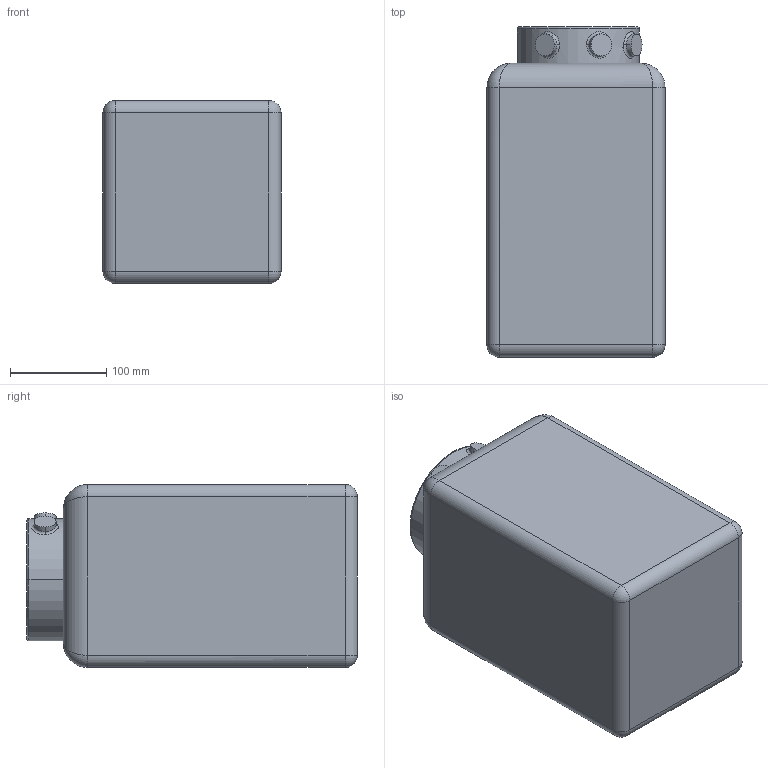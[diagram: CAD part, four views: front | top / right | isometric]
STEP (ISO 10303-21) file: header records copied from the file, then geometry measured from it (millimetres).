
FILE_DESCRIPTION(('produced by SPATIAL CORP'),'2;1');
FILE_NAME( 'comp-40932.prt.hh.sat.stp', '2002-04-19T13:36:37+00:00',('SPATIAL CORP'),('SPATIAL CORP'), 'ACIS STEP Husk','http://www.spatial.com','SPATIAL CORP');
FILE_SCHEMA(('CONFIG_CONTROL_DESIGN'));
Length unit declared in the file: millimetre
Products named in the file (1): PRODUCT_ID_1
Bounding box: 185.42 x 344.17 x 190.5 mm (x, y, z)
Volume: 11138071.6 mm3; surface area: 297557.2 mm2
Topology: 1 solids, 1 shells, 46 faces, 96 edges, 48 vertices
Faces by surface type: cylinder 20, plane 10, bspline 10, sphere 4, torus 2
Entity records: 23697 total; most frequent: CARTESIAN_POINT 22762, ORIENTED_EDGE 176, DIRECTION 156, EDGE_CURVE 88, AXIS2_PLACEMENT_3D 62, EDGE_LOOP 50, FACE_BOUND 50, VERTEX_POINT 48
